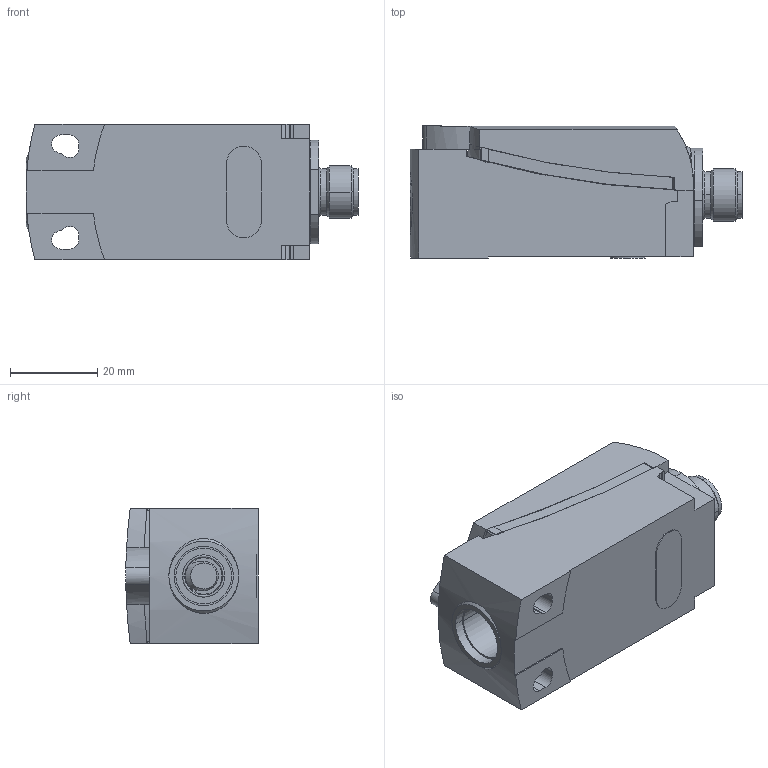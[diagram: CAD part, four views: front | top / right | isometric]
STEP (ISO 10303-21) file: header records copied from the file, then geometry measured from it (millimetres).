
FILE_DESCRIPTION(('STEP AP242'),'1');
FILE_NAME('switch_zcd21m12.stp','2019-10-07T06:09:36',('TraceParts'),('TraceParts S.A.'),'Spatial InterOp 3D',' ',' ');
FILE_SCHEMA(('AP242_MANAGED_MODEL_BASED_3D_ENGINEERING_MIM_LF {1 0 10303 442 1 1 4}'));
Length unit declared in the file: millimetre
Products named in the file (1): switch_zcd21m12_1
Bounding box: 76.2 x 30.4 x 31 mm (x, y, z)
Volume: 26072.4 mm3; surface area: 28176.6 mm2
Topology: 8 solids, 8 shells, 488 faces, 1251 edges, 789 vertices
Faces by surface type: plane 249, cylinder 128, torus 40, cone 30, bspline 26, extrusion 11, sphere 4
Entity records: 16698 total; most frequent: CARTESIAN_POINT 5032, ORIENTED_EDGE 2502, DIRECTION 2318, EDGE_CURVE 1251, AXIS2_PLACEMENT_3D 818, VERTEX_POINT 789, VECTOR 682, LINE 671
